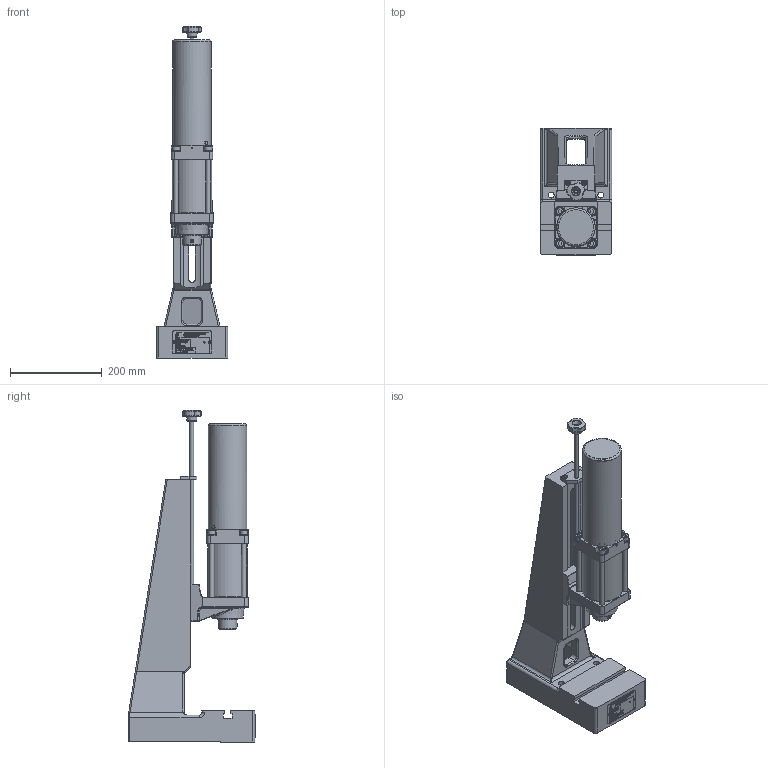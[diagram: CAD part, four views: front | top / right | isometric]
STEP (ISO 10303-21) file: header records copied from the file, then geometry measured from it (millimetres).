
FILE_DESCRIPTION(/* description */ ('Bausatz Ständer EP 750 L'),/* implementation_level */ '2;1');
FILE_NAME(/* name */ 'DRP_L_0250_080_080.stp',/* time_stamp */ '2017-07-20T12:19:04+02:00',/* author */ ('Finsterle'),/* organization */ (''),/* preprocessor_version */ 'ST-DEVELOPER v16.1',/* originating_system */ 'Autodesk Inventor 2016',/* authorisation */ '');
FILE_SCHEMA (('AUTOMOTIVE_DESIGN { 1 0 10303 214 3 1 1 }'));
Products named in the file (5): ENG-000155_V; ENG-000827-2_V; HBF-000760; ENG-000755; HBF-000978_V
Assembly tree (5 placements, depth 2):
  HBF-000978_V
    ENG-000155_V
    ENG-000827-2_V
    HBF-000760
    ENG-000755  x2
Bounding box: 156 x 276.8 x 722.06 mm (x, y, z)
Volume: 4402398.5 mm3; surface area: 858930.3 mm2
Topology: 6 solids, 14 shells, 7414 faces, 20320 edges, 13335 vertices
Faces by surface type: plane 4537, bspline 2259, cylinder 366, cone 107, torus 81, sphere 64
Full cylindrical faces by diameter (mm): 1.2 x1, 2.459 x2, 3 x8, 3.242 x4, 3.5 x2, 4 x2, 4.134 x2, 4.917 x2, 5 x4, 6 x2, 6.5 x4, 6.647 x3, 8 x4, 8.376 x4, 8.5 x1, 9.5 x1, 10 x8, 10.106 x2, 10.5 x4, 11 x2, 11.445 x1, 12 x4, 12.5 x2, 13 x2, 14 x1, 14.376 x1, 16 x5, 17 x1, 18 x3, 20 x2
Entity records: 254746 total; most frequent: CARTESIAN_POINT 76264, ORIENTED_EDGE 39862, DIRECTION 26662, EDGE_CURVE 19918, LINE 14326, VECTOR 14326, VERTEX_POINT 13230, EDGE_LOOP 8150
